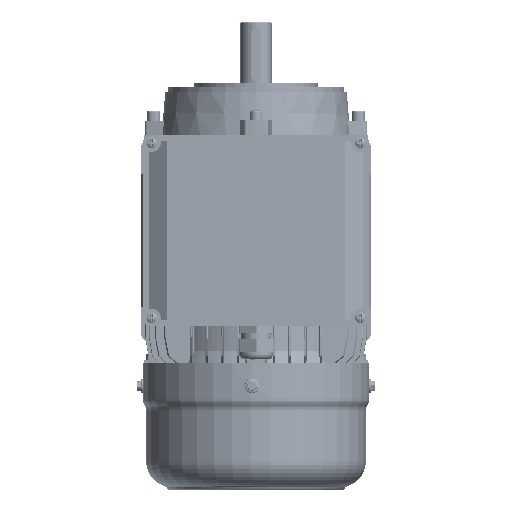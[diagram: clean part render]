
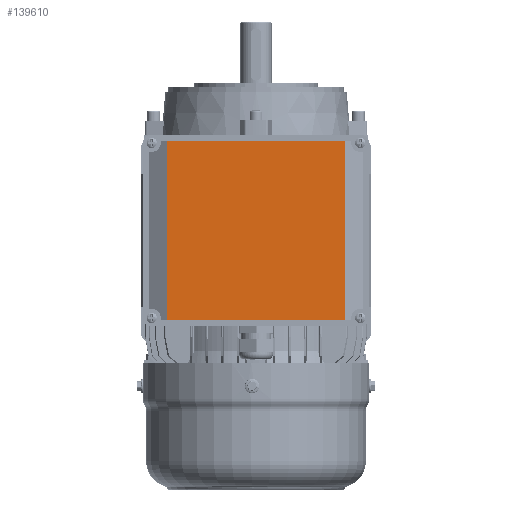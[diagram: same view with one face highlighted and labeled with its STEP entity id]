
A CAD part, top view. The second image highlights one B-rep face of the part: STEP entity #139610.
In plain terms, the highlighted planar face has unit normal (0, 0, 1).
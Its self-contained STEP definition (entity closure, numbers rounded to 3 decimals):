
#98627 = LINE ( 'NONE', #98690, #98689 ) ;
#98628 = DIRECTION ( 'NONE',  ( -1., 0., 0. ) ) ;
#98629 = DIRECTION ( 'NONE',  ( 0., 0., -1. ) ) ;
#98630 = AXIS2_PLACEMENT_3D ( 'NONE', #98631, #98629, #98628 ) ;
#98631 = CARTESIAN_POINT ( 'NONE',  ( -87., 147., 23. ) ) ;
#98632 = PLANE ( 'NONE',  #98630 ) ;
#98633 = FACE_OUTER_BOUND ( 'NONE', #139612, .T. ) ;
#98634 = CARTESIAN_POINT ( 'NONE',  ( -69., 4.5, 23. ) ) ;
#98688 = DIRECTION ( 'NONE',  ( 0., -1., 0. ) ) ;
#98689 = VECTOR ( 'NONE', #98688, 1000. ) ;
#98690 = CARTESIAN_POINT ( 'NONE',  ( 69., 142.5, 23. ) ) ;
#98698 = DIRECTION ( 'NONE',  ( 0., -1., 0. ) ) ;
#98699 = VECTOR ( 'NONE', #98698, 1000. ) ;
#98700 = CARTESIAN_POINT ( 'NONE',  ( -69., 142.5, 23. ) ) ;
#98701 = LINE ( 'NONE', #98700, #98699 ) ;
#98736 = CARTESIAN_POINT ( 'NONE',  ( 69., 4.5, 23. ) ) ;
#98743 = DIRECTION ( 'NONE',  ( -1., 0., 0. ) ) ;
#98744 = VECTOR ( 'NONE', #98743, 1000. ) ;
#98745 = CARTESIAN_POINT ( 'NONE',  ( -82.5, 142.5, 23. ) ) ;
#98746 = LINE ( 'NONE', #98745, #98744 ) ;
#98747 = CARTESIAN_POINT ( 'NONE',  ( -69., 142.5, 23. ) ) ;
#98767 = DIRECTION ( 'NONE',  ( 1., 0., 0. ) ) ;
#98768 = VECTOR ( 'NONE', #98767, 1000. ) ;
#98769 = CARTESIAN_POINT ( 'NONE',  ( -82.5, 4.5, 23. ) ) ;
#98770 = LINE ( 'NONE', #98769, #98768 ) ;
#98850 = CARTESIAN_POINT ( 'NONE',  ( 69., 142.5, 23. ) ) ;
#139606 = VERTEX_POINT ( 'NONE', #98634 ) ;
#139610 = ADVANCED_FACE ( 'NONE', ( #98633 ), #98632, .F. ) ;
#139612 = EDGE_LOOP ( 'NONE', ( #139613, #139614, #139677, #139680 ) ) ;
#139613 = ORIENTED_EDGE ( 'NONE', *, *, #139743, .T. ) ;
#139614 = ORIENTED_EDGE ( 'NONE', *, *, #139615, .F. ) ;
#139615 = EDGE_CURVE ( 'NONE', #139795, #139713, #98627, .T. ) ;
#139677 = ORIENTED_EDGE ( 'NONE', *, *, #139696, .T. ) ;
#139680 = ORIENTED_EDGE ( 'NONE', *, *, #139682, .T. ) ;
#139682 = EDGE_CURVE ( 'NONE', #139692, #139606, #98701, .T. ) ;
#139692 = VERTEX_POINT ( 'NONE', #98747 ) ;
#139696 = EDGE_CURVE ( 'NONE', #139795, #139692, #98746, .T. ) ;
#139713 = VERTEX_POINT ( 'NONE', #98736 ) ;
#139743 = EDGE_CURVE ( 'NONE', #139606, #139713, #98770, .T. ) ;
#139795 = VERTEX_POINT ( 'NONE', #98850 ) ;
